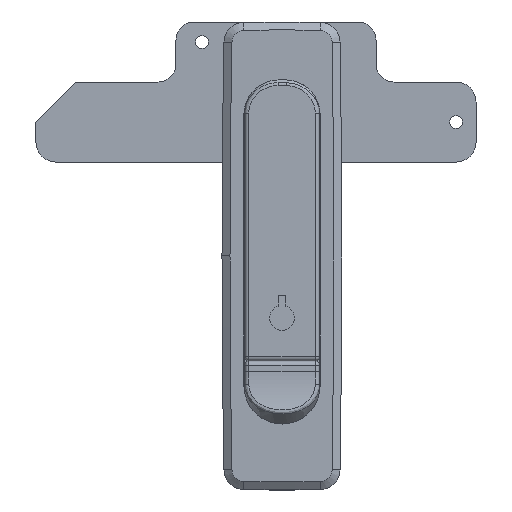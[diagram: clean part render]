
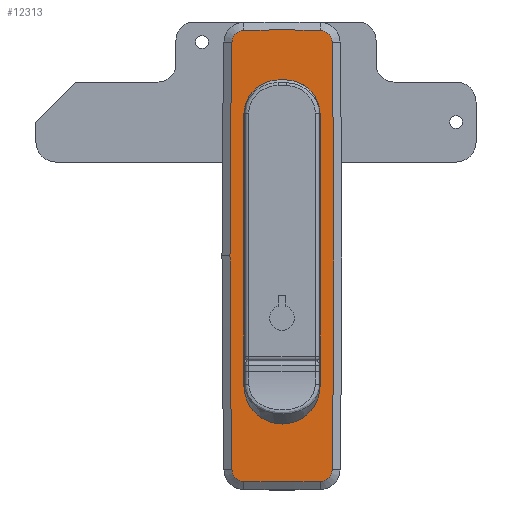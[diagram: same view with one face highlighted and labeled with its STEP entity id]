
A CAD part, top view. The second image highlights one B-rep face of the part: STEP entity #12313.
In plain terms, the highlighted planar face has unit normal (0, 0, 1).
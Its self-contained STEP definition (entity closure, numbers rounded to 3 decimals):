
#291 = ORIENTED_EDGE ( 'NONE', *, *, #10335, .F. ) ;
#329 = CARTESIAN_POINT ( 'NONE',  ( -9.524, -86.885, 6. ) ) ;
#392 = DIRECTION ( 'NONE',  ( 0., 0., 1. ) ) ;
#468 = DIRECTION ( 'NONE',  ( 0., 0., 1. ) ) ;
#559 = ORIENTED_EDGE ( 'NONE', *, *, #935, .T. ) ;
#935 = EDGE_CURVE ( 'NONE', #11710, #4556, #1059, .T. ) ;
#981 = CARTESIAN_POINT ( 'NONE',  ( -9.597, -89.884, 6. ) ) ;
#1057 = ORIENTED_EDGE ( 'NONE', *, *, #5373, .T. ) ;
#1059 = CIRCLE ( 'NONE', #7363, 398. ) ;
#1185 = AXIS2_PLACEMENT_3D ( 'NONE', #12563, #11489, #8935 ) ;
#1276 = EDGE_CURVE ( 'NONE', #11419, #12058, #2177, .T. ) ;
#1342 = FACE_BOUND ( 'NONE', #3727, .T. ) ;
#1579 = DIRECTION ( 'NONE',  ( 0., -1., 0. ) ) ;
#1943 = AXIS2_PLACEMENT_3D ( 'NONE', #8908, #468, #13572 ) ;
#2028 = CARTESIAN_POINT ( 'NONE',  ( 2985., -33.5, 6. ) ) ;
#2108 = CIRCLE ( 'NONE', #5686, 3. ) ;
#2177 = CIRCLE ( 'NONE', #11060, 398. ) ;
#2402 = EDGE_CURVE ( 'NONE', #7446, #8415, #11144, .T. ) ;
#2533 = AXIS2_PLACEMENT_3D ( 'NONE', #10514, #3479, #2537 ) ;
#2537 = DIRECTION ( 'NONE',  ( 1., 0., 0. ) ) ;
#2666 = DIRECTION ( 'NONE',  ( 0., 0., 1. ) ) ;
#2719 = CARTESIAN_POINT ( 'NONE',  ( -9.5, 2., 6. ) ) ;
#2794 = EDGE_CURVE ( 'NONE', #4556, #7446, #8891, .T. ) ;
#2832 = DIRECTION ( 'NONE',  ( 1., 0., 0. ) ) ;
#2904 = CIRCLE ( 'NONE', #1185, 9.5 ) ;
#3023 = AXIS2_PLACEMENT_3D ( 'NONE', #7693, #12461, #3042 ) ;
#3042 = DIRECTION ( 'NONE',  ( 1., 0., 0. ) ) ;
#3080 = CIRCLE ( 'NONE', #7527, 2998. ) ;
#3213 = ORIENTED_EDGE ( 'NONE', *, *, #5397, .F. ) ;
#3275 = ORIENTED_EDGE ( 'NONE', *, *, #9823, .F. ) ;
#3421 = CIRCLE ( 'NONE', #4666, 8.5 ) ;
#3460 = LINE ( 'NONE', #2719, #6962 ) ;
#3479 = DIRECTION ( 'NONE',  ( 0., 0., 1. ) ) ;
#3727 = EDGE_LOOP ( 'NONE', ( #15291, #3275, #3213, #7936, #4613, #291 ) ) ;
#3783 = LINE ( 'NONE', #5618, #8191 ) ;
#4206 = DIRECTION ( 'NONE',  ( 0., 0., 1. ) ) ;
#4214 = DIRECTION ( 'NONE',  ( -1., 0., 0. ) ) ;
#4432 = CARTESIAN_POINT ( 'NONE',  ( -9.5, -66., 6. ) ) ;
#4549 = AXIS2_PLACEMENT_3D ( 'NONE', #2028, #13768, #5443 ) ;
#4554 = EDGE_CURVE ( 'NONE', #10945, #14254, #7915, .T. ) ;
#4556 = VERTEX_POINT ( 'NONE', #11369 ) ;
#4613 = ORIENTED_EDGE ( 'NONE', *, *, #9172, .F. ) ;
#4666 = AXIS2_PLACEMENT_3D ( 'NONE', #13476, #11111, #6391 ) ;
#4697 = VERTEX_POINT ( 'NONE', #10456 ) ;
#4794 = PLANE ( 'NONE',  #12825 ) ;
#4872 = VERTEX_POINT ( 'NONE', #13287 ) ;
#4944 = DIRECTION ( 'NONE',  ( 1., 0., 0. ) ) ;
#5276 = CARTESIAN_POINT ( 'NONE',  ( -1., 2., 6. ) ) ;
#5296 = ORIENTED_EDGE ( 'NONE', *, *, #12399, .T. ) ;
#5373 = EDGE_CURVE ( 'NONE', #4872, #11710, #9719, .T. ) ;
#5397 = EDGE_CURVE ( 'NONE', #11478, #8781, #3460, .T. ) ;
#5430 = DIRECTION ( 'NONE',  ( 1., 0., 0. ) ) ;
#5443 = DIRECTION ( 'NONE',  ( 1., 0., 0. ) ) ;
#5618 = CARTESIAN_POINT ( 'NONE',  ( 9.5, -66., 6. ) ) ;
#5686 = AXIS2_PLACEMENT_3D ( 'NONE', #11938, #12045, #4944 ) ;
#5851 = CARTESIAN_POINT ( 'NONE',  ( 1., 10.5, 6. ) ) ;
#5970 = CIRCLE ( 'NONE', #3023, 3. ) ;
#6184 = ORIENTED_EDGE ( 'NONE', *, *, #2794, .T. ) ;
#6319 = EDGE_CURVE ( 'NONE', #14254, #4872, #3080, .T. ) ;
#6391 = DIRECTION ( 'NONE',  ( -1., 0., 0. ) ) ;
#6684 = CARTESIAN_POINT ( 'NONE',  ( 1., 10.5, 6. ) ) ;
#6939 = CARTESIAN_POINT ( 'NONE',  ( 0., 308., 6. ) ) ;
#6962 = VECTOR ( 'NONE', #1579, 1000. ) ;
#7011 = VERTEX_POINT ( 'NONE', #5851 ) ;
#7087 = FACE_OUTER_BOUND ( 'NONE', #13122, .T. ) ;
#7226 = DIRECTION ( 'NONE',  ( 0., 0., 1. ) ) ;
#7363 = AXIS2_PLACEMENT_3D ( 'NONE', #6939, #9297, #9402 ) ;
#7446 = VERTEX_POINT ( 'NONE', #12631 ) ;
#7527 = AXIS2_PLACEMENT_3D ( 'NONE', #13943, #15238, #12717 ) ;
#7630 = AXIS2_PLACEMENT_3D ( 'NONE', #329, #2666, #2832 ) ;
#7693 = CARTESIAN_POINT ( 'NONE',  ( 9.524, 19.885, 6. ) ) ;
#7832 = VERTEX_POINT ( 'NONE', #14478 ) ;
#7915 = CIRCLE ( 'NONE', #4549, 2998. ) ;
#7936 = ORIENTED_EDGE ( 'NONE', *, *, #9626, .F. ) ;
#8003 = EDGE_CURVE ( 'NONE', #7832, #4697, #3783, .T. ) ;
#8148 = ORIENTED_EDGE ( 'NONE', *, *, #1276, .T. ) ;
#8191 = VECTOR ( 'NONE', #10280, 1000. ) ;
#8415 = VERTEX_POINT ( 'NONE', #13548 ) ;
#8470 = ORIENTED_EDGE ( 'NONE', *, *, #2402, .T. ) ;
#8654 = CARTESIAN_POINT ( 'NONE',  ( -13., -33.5, 6. ) ) ;
#8726 = VECTOR ( 'NONE', #4214, 1000. ) ;
#8781 = VERTEX_POINT ( 'NONE', #4432 ) ;
#8891 = CIRCLE ( 'NONE', #2533, 3. ) ;
#8908 = CARTESIAN_POINT ( 'NONE',  ( -2985., -33.5, 6. ) ) ;
#8935 = DIRECTION ( 'NONE',  ( 1., 0., 0. ) ) ;
#9172 = EDGE_CURVE ( 'NONE', #7011, #13037, #11884, .T. ) ;
#9190 = CARTESIAN_POINT ( 'NONE',  ( -9.597, 22.884, 6. ) ) ;
#9297 = DIRECTION ( 'NONE',  ( 0., 0., 1. ) ) ;
#9402 = DIRECTION ( 'NONE',  ( 1., 0., 0. ) ) ;
#9453 = ORIENTED_EDGE ( 'NONE', *, *, #6319, .T. ) ;
#9626 = EDGE_CURVE ( 'NONE', #13037, #11478, #14542, .T. ) ;
#9719 = CIRCLE ( 'NONE', #7630, 3. ) ;
#9823 = EDGE_CURVE ( 'NONE', #8781, #7832, #2904, .T. ) ;
#10280 = DIRECTION ( 'NONE',  ( 0., 1., 0. ) ) ;
#10335 = EDGE_CURVE ( 'NONE', #4697, #7011, #3421, .T. ) ;
#10456 = CARTESIAN_POINT ( 'NONE',  ( 9.5, 2., 6. ) ) ;
#10514 = CARTESIAN_POINT ( 'NONE',  ( 9.524, -86.885, 6. ) ) ;
#10945 = VERTEX_POINT ( 'NONE', #12611 ) ;
#11060 = AXIS2_PLACEMENT_3D ( 'NONE', #11301, #4206, #5430 ) ;
#11064 = ORIENTED_EDGE ( 'NONE', *, *, #12586, .T. ) ;
#11111 = DIRECTION ( 'NONE',  ( 0., 0., 1. ) ) ;
#11144 = CIRCLE ( 'NONE', #1943, 2998. ) ;
#11301 = CARTESIAN_POINT ( 'NONE',  ( 0., -375., 6. ) ) ;
#11369 = CARTESIAN_POINT ( 'NONE',  ( 9.597, -89.884, 6. ) ) ;
#11419 = VERTEX_POINT ( 'NONE', #12130 ) ;
#11478 = VERTEX_POINT ( 'NONE', #13875 ) ;
#11489 = DIRECTION ( 'NONE',  ( 0., 0., 1. ) ) ;
#11710 = VERTEX_POINT ( 'NONE', #981 ) ;
#11884 = LINE ( 'NONE', #6684, #8726 ) ;
#11938 = CARTESIAN_POINT ( 'NONE',  ( -9.524, 19.885, 6. ) ) ;
#11993 = DIRECTION ( 'NONE',  ( 1., 0., 0. ) ) ;
#12045 = DIRECTION ( 'NONE',  ( 0., 0., 1. ) ) ;
#12058 = VERTEX_POINT ( 'NONE', #9190 ) ;
#12130 = CARTESIAN_POINT ( 'NONE',  ( 9.597, 22.884, 6. ) ) ;
#12313 = ADVANCED_FACE ( 'NONE', ( #7087, #1342 ), #4794, .T. ) ;
#12399 = EDGE_CURVE ( 'NONE', #12058, #10945, #2108, .T. ) ;
#12461 = DIRECTION ( 'NONE',  ( 0., 0., 1. ) ) ;
#12563 = CARTESIAN_POINT ( 'NONE',  ( 0., -66., 6. ) ) ;
#12586 = EDGE_CURVE ( 'NONE', #8415, #11419, #5970, .T. ) ;
#12611 = CARTESIAN_POINT ( 'NONE',  ( -12.524, 19.939, 6. ) ) ;
#12631 = CARTESIAN_POINT ( 'NONE',  ( 12.524, -86.939, 6. ) ) ;
#12717 = DIRECTION ( 'NONE',  ( 1., 0., 0. ) ) ;
#12767 = ORIENTED_EDGE ( 'NONE', *, *, #4554, .T. ) ;
#12825 = AXIS2_PLACEMENT_3D ( 'NONE', #14418, #7226, #11993 ) ;
#13037 = VERTEX_POINT ( 'NONE', #13156 ) ;
#13122 = EDGE_LOOP ( 'NONE', ( #1057, #559, #6184, #8470, #11064, #8148, #5296, #12767, #9453 ) ) ;
#13156 = CARTESIAN_POINT ( 'NONE',  ( -1., 10.5, 6. ) ) ;
#13287 = CARTESIAN_POINT ( 'NONE',  ( -12.524, -86.939, 6. ) ) ;
#13476 = CARTESIAN_POINT ( 'NONE',  ( 1., 2., 6. ) ) ;
#13548 = CARTESIAN_POINT ( 'NONE',  ( 12.524, 19.939, 6. ) ) ;
#13572 = DIRECTION ( 'NONE',  ( 1., 0., 0. ) ) ;
#13768 = DIRECTION ( 'NONE',  ( 0., 0., 1. ) ) ;
#13875 = CARTESIAN_POINT ( 'NONE',  ( -9.5, 2., 6. ) ) ;
#13943 = CARTESIAN_POINT ( 'NONE',  ( 2985., -33.5, 6. ) ) ;
#14254 = VERTEX_POINT ( 'NONE', #8654 ) ;
#14418 = CARTESIAN_POINT ( 'NONE',  ( -4.762, 110.557, 6. ) ) ;
#14478 = CARTESIAN_POINT ( 'NONE',  ( 9.5, -66., 6. ) ) ;
#14483 = AXIS2_PLACEMENT_3D ( 'NONE', #5276, #392, #14692 ) ;
#14542 = CIRCLE ( 'NONE', #14483, 8.5 ) ;
#14692 = DIRECTION ( 'NONE',  ( -1., 0., 0. ) ) ;
#15238 = DIRECTION ( 'NONE',  ( 0., 0., 1. ) ) ;
#15291 = ORIENTED_EDGE ( 'NONE', *, *, #8003, .F. ) ;
